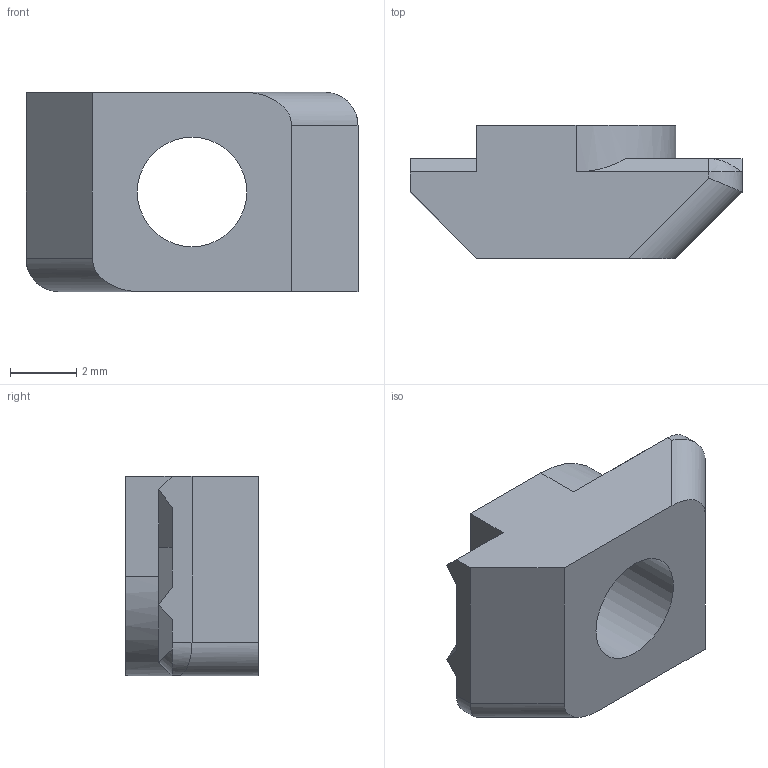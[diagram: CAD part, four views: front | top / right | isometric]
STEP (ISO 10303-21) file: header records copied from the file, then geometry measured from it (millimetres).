
FILE_DESCRIPTION(/* description */ ('Inserto a martello cava 6 filetto femmina M4'),/* implementation_level */ '2;1');
FILE_NAME(/* name */ 'N21-06-M4.stp',/* time_stamp */ '2021-02-18T17:14:06+01:00',/* author */ ('omnitec'),/* organization */ ('Microsoft'),/* preprocessor_version */ 'ST-DEVELOPER v18.1',/* originating_system */ 'Autodesk Inventor 2021',/* authorisation */ '');
FILE_SCHEMA (('AUTOMOTIVE_DESIGN { 1 0 10303 214 3 1 1 }'));
Length unit declared in the file: millimetre
Products named in the file (1): N21-06-M4
Bounding box: 10 x 4 x 6 mm (x, y, z)
Volume: 145.3 mm3; surface area: 238.4 mm2
Topology: 1 solids, 1 shells, 47 faces, 113 edges, 68 vertices
Faces by surface type: plane 38, cylinder 7, cone 2
Full cylindrical faces by diameter (mm): 3.3 x1
Entity records: 1372 total; most frequent: CARTESIAN_POINT 233, ORIENTED_EDGE 226, DIRECTION 225, EDGE_CURVE 113, LINE 93, VECTOR 93, VERTEX_POINT 68, AXIS2_PLACEMENT_3D 66
